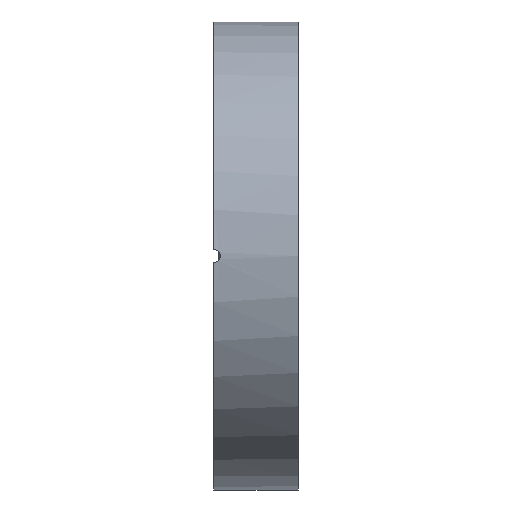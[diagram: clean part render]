
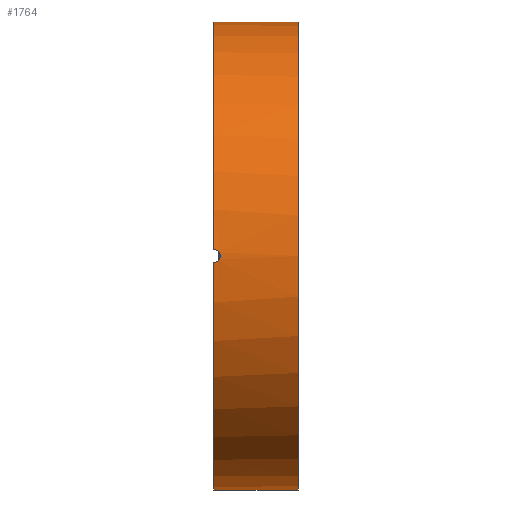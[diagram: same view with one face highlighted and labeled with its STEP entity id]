
A CAD part, left-side view. The second image highlights one B-rep face of the part: STEP entity #1764.
In plain terms, the highlighted cylindrical face has radius 35 mm (diameter 70 mm), a partial arc.
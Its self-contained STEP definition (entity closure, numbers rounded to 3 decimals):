
#26 = DIRECTION ( 'NONE',  ( 0., 1., 0. ) ) ;
#40 = CARTESIAN_POINT ( 'NONE',  ( -34.986, 0., -1. ) ) ;
#77 = CARTESIAN_POINT ( 'NONE',  ( -34.986, 0., -1. ) ) ;
#86 = CARTESIAN_POINT ( 'NONE',  ( -35., -1., -0.13 ) ) ;
#98 = DIRECTION ( 'NONE',  ( 0., 0., 1. ) ) ;
#102 = CARTESIAN_POINT ( 'NONE',  ( -34.995, -0.799, 0.615 ) ) ;
#227 = DIRECTION ( 'NONE',  ( 0., 0., 1. ) ) ;
#261 = CARTESIAN_POINT ( 'NONE',  ( -34.986, -0.132, 1. ) ) ;
#280 = DIRECTION ( 'NONE',  ( 0., 1., 0. ) ) ;
#338 = VERTEX_POINT ( 'NONE', #1338 ) ;
#340 = CARTESIAN_POINT ( 'NONE',  ( 0., -12.7, -35. ) ) ;
#356 = ORIENTED_EDGE ( 'NONE', *, *, #1535, .T. ) ;
#366 = FACE_OUTER_BOUND ( 'NONE', #1392, .T. ) ;
#383 = AXIS2_PLACEMENT_3D ( 'NONE', #736, #26, #227 ) ;
#388 = DIRECTION ( 'NONE',  ( 0., 1., 0. ) ) ;
#477 = CARTESIAN_POINT ( 'NONE',  ( -34.986, 0., 1. ) ) ;
#485 = DIRECTION ( 'NONE',  ( 0., 1., 0. ) ) ;
#511 = CARTESIAN_POINT ( 'NONE',  ( 0., -12.7, 0. ) ) ;
#518 = B_SPLINE_CURVE_WITH_KNOTS ( 'NONE', 3,
 ( #927, #261, #1768, #1451, #1625, #102, #1618, #594, #1135, #86, #612, #1759, #1952, #935, #1287, #77 ),
 .UNSPECIFIED., .F., .F.,
 ( 4, 2, 2, 2, 2, 2, 2, 4 ),
 ( 0., 0., 0.001, 0.001, 0.002, 0.002, 0.002, 0.003 ),
 .UNSPECIFIED. ) ;
#532 = CYLINDRICAL_SURFACE ( 'NONE', #383, 35. ) ;
#551 = ORIENTED_EDGE ( 'NONE', *, *, #2090, .F. ) ;
#594 = CARTESIAN_POINT ( 'NONE',  ( -34.999, -0.974, 0.263 ) ) ;
#612 = CARTESIAN_POINT ( 'NONE',  ( -34.999, -0.974, -0.261 ) ) ;
#646 = VERTEX_POINT ( 'NONE', #911 ) ;
#656 = ORIENTED_EDGE ( 'NONE', *, *, #1521, .T. ) ;
#686 = CARTESIAN_POINT ( 'NONE',  ( 0., 0., -35. ) ) ;
#736 = CARTESIAN_POINT ( 'NONE',  ( 0., -12.7, 0. ) ) ;
#771 = DIRECTION ( 'NONE',  ( 0., 1., 0. ) ) ;
#855 = AXIS2_PLACEMENT_3D ( 'NONE', #2104, #771, #98 ) ;
#911 = CARTESIAN_POINT ( 'NONE',  ( 0., -12.7, -35. ) ) ;
#927 = CARTESIAN_POINT ( 'NONE',  ( -34.986, 0., 1. ) ) ;
#935 = CARTESIAN_POINT ( 'NONE',  ( -34.989, -0.521, -0.893 ) ) ;
#943 = AXIS2_PLACEMENT_3D ( 'NONE', #1543, #388, #1711 ) ;
#961 = EDGE_CURVE ( 'NONE', #1337, #338, #1393, .T. ) ;
#1009 = DIRECTION ( 'NONE',  ( 0., 0., 1. ) ) ;
#1016 = AXIS2_PLACEMENT_3D ( 'NONE', #511, #485, #1009 ) ;
#1017 = DIRECTION ( 'NONE',  ( 0., 1., 0. ) ) ;
#1079 = VERTEX_POINT ( 'NONE', #1101 ) ;
#1101 = CARTESIAN_POINT ( 'NONE',  ( 0., -12.7, 35. ) ) ;
#1104 = ORIENTED_EDGE ( 'NONE', *, *, #1124, .F. ) ;
#1124 = EDGE_CURVE ( 'NONE', #1300, #1410, #1799, .T. ) ;
#1135 = CARTESIAN_POINT ( 'NONE',  ( -35., -1., 0.131 ) ) ;
#1191 = CIRCLE ( 'NONE', #1016, 35. ) ;
#1261 = CARTESIAN_POINT ( 'NONE',  ( 0., -12.7, 35. ) ) ;
#1287 = CARTESIAN_POINT ( 'NONE',  ( -34.986, -0.264, -1. ) ) ;
#1300 = VERTEX_POINT ( 'NONE', #686 ) ;
#1328 = LINE ( 'NONE', #340, #1416 ) ;
#1337 = VERTEX_POINT ( 'NONE', #477 ) ;
#1338 = CARTESIAN_POINT ( 'NONE',  ( 0., 0., 35. ) ) ;
#1392 = EDGE_LOOP ( 'NONE', ( #551, #2031, #356, #1550, #656, #1104 ) ) ;
#1393 = CIRCLE ( 'NONE', #943, 35. ) ;
#1410 = VERTEX_POINT ( 'NONE', #40 ) ;
#1416 = VECTOR ( 'NONE', #1017, 1000. ) ;
#1451 = CARTESIAN_POINT ( 'NONE',  ( -34.989, -0.504, 0.874 ) ) ;
#1464 = LINE ( 'NONE', #1261, #1894 ) ;
#1521 = EDGE_CURVE ( 'NONE', #1337, #1410, #518, .T. ) ;
#1535 = EDGE_CURVE ( 'NONE', #1079, #338, #1464, .T. ) ;
#1543 = CARTESIAN_POINT ( 'NONE',  ( 0., 0., 0. ) ) ;
#1550 = ORIENTED_EDGE ( 'NONE', *, *, #961, .F. ) ;
#1618 = CARTESIAN_POINT ( 'NONE',  ( -34.997, -0.874, 0.503 ) ) ;
#1625 = CARTESIAN_POINT ( 'NONE',  ( -34.991, -0.615, 0.799 ) ) ;
#1627 = EDGE_CURVE ( 'NONE', #646, #1079, #1191, .T. ) ;
#1711 = DIRECTION ( 'NONE',  ( 0., 0., 1. ) ) ;
#1759 = CARTESIAN_POINT ( 'NONE',  ( -34.997, -0.874, -0.503 ) ) ;
#1764 = ADVANCED_FACE ( 'NONE', ( #366 ), #532, .T. ) ;
#1768 = CARTESIAN_POINT ( 'NONE',  ( -34.986, -0.262, 0.974 ) ) ;
#1799 = CIRCLE ( 'NONE', #855, 35. ) ;
#1894 = VECTOR ( 'NONE', #280, 1000. ) ;
#1952 = CARTESIAN_POINT ( 'NONE',  ( -34.995, -0.801, -0.613 ) ) ;
#2031 = ORIENTED_EDGE ( 'NONE', *, *, #1627, .T. ) ;
#2090 = EDGE_CURVE ( 'NONE', #646, #1300, #1328, .T. ) ;
#2104 = CARTESIAN_POINT ( 'NONE',  ( 0., 0., 0. ) ) ;
